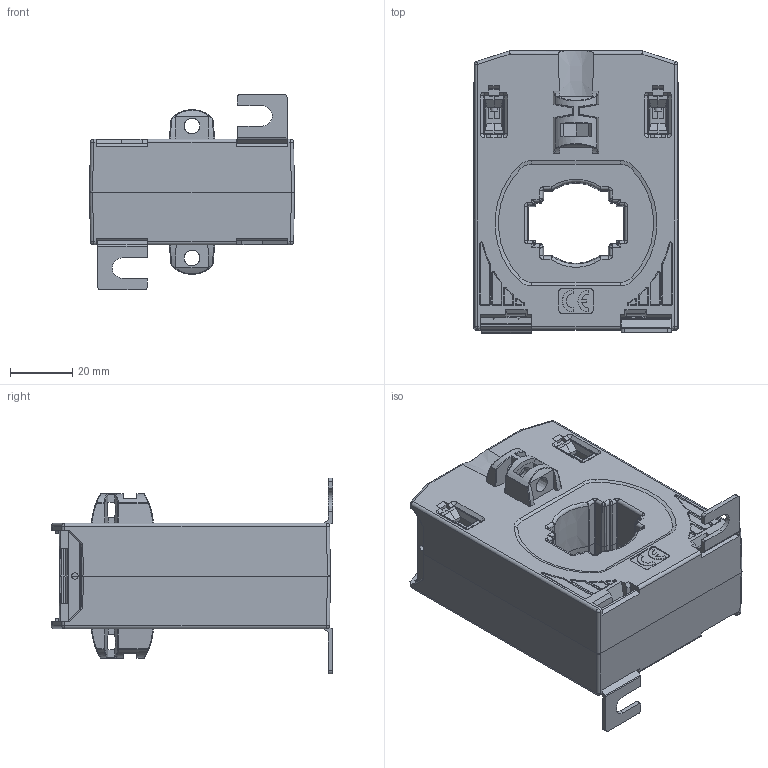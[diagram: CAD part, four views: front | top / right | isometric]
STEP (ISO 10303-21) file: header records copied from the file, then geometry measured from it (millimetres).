
FILE_DESCRIPTION((''),'2;1');
FILE_NAME('TD_6','2020-11-02T08:31:28',('esors'),(''),'CREO PARAMETRIC BY PTC INC, 2018260','CREO PARAMETRIC BY PTC INC, 2018260','');
FILE_SCHEMA(('AUTOMOTIVE_DESIGN { 1 0 10303 214 1 1 1 1 }'));
Products named in the file (1): TD_6
Bounding box: 66 x 90.8 x 63 mm (x, y, z)
Volume: 60776.3 mm3; surface area: 66929.5 mm2
Topology: 4 solids, 4 shells, 5567 faces, 15191 edges, 9766 vertices
Faces by surface type: plane 4265, cylinder 682, bspline 190, cone 171, torus 120, extrusion 100, sphere 39
Entity records: 192659 total; most frequent: CARTESIAN_POINT 53013, ORIENTED_EDGE 30382, DIRECTION 25552, EDGE_CURVE 15191, VECTOR 12576, LINE 12476, VERTEX_POINT 9766, AXIS2_PLACEMENT_3D 6488
